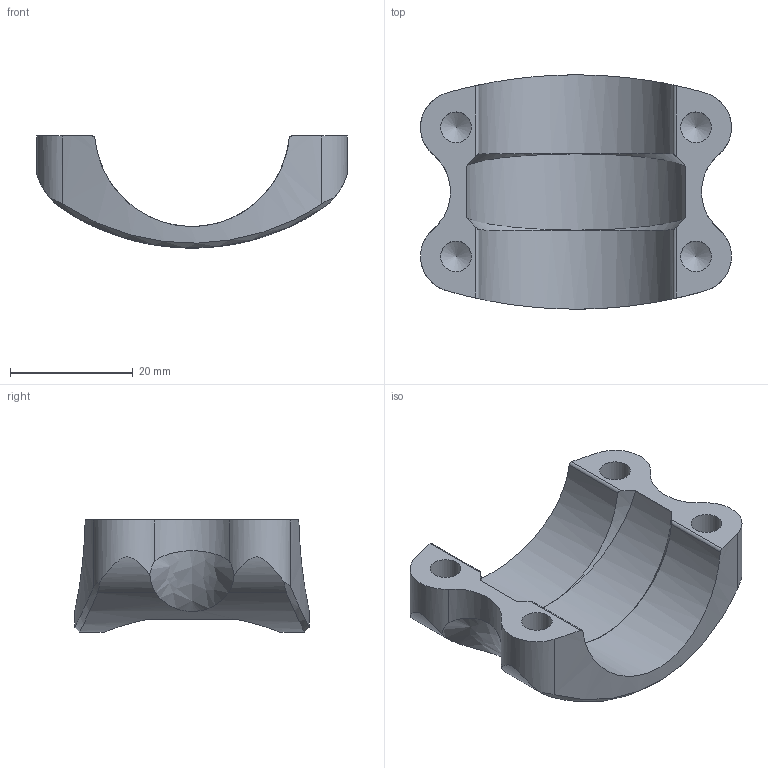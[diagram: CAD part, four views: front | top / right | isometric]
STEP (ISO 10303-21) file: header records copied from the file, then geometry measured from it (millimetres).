
FILE_DESCRIPTION (( 'STEP AP203' ), '1' );
FILE_NAME ('SP2001.STEP', '2014-06-02T23:00:50', ( 'JeffCAD' ), ( 'Microsoft' ), 'SwSTEP 2.0', 'SolidWorks 2012', '' );
FILE_SCHEMA (( 'CONFIG_CONTROL_DESIGN' ));
Length unit declared in the file: millimetre
Products named in the file (1): SP2001
Bounding box: 50.58 x 38.1 x 18.22 mm (x, y, z)
Volume: 10367 mm3; surface area: 6171.2 mm2
Topology: 1 solids, 1 shells, 43 faces, 116 edges, 76 vertices
Faces by surface type: cylinder 26, plane 7, cone 6, bspline 4
Full cylindrical faces by diameter (mm): 5 x4
Entity records: 3157 total; most frequent: CARTESIAN_POINT 2134, ORIENTED_EDGE 208, DIRECTION 168, EDGE_CURVE 104, VERTEX_POINT 72, AXIS2_PLACEMENT_3D 70, EDGE_LOOP 52, FACE_OUTER_BOUND 47
